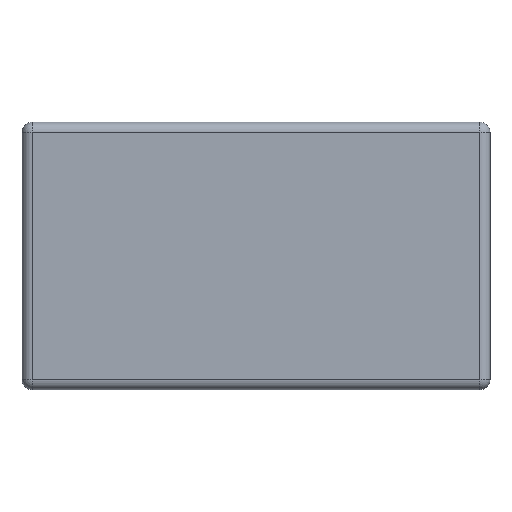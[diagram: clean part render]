
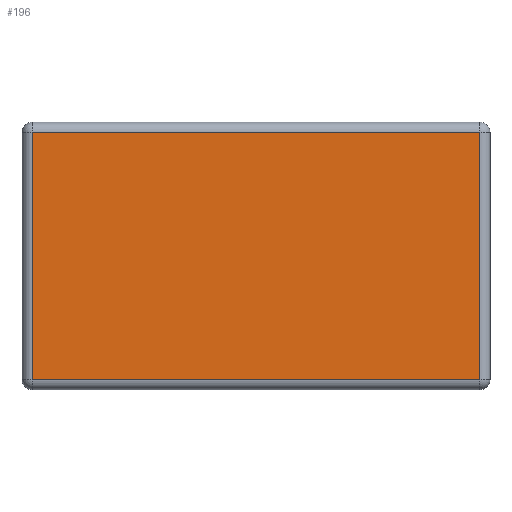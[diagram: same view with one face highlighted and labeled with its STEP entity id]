
A CAD part, top view. The second image highlights one B-rep face of the part: STEP entity #196.
In plain terms, the highlighted planar face has unit normal (0, 0, 1).
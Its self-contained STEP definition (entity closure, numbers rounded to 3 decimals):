
#196 = ADVANCED_FACE( '', ( #430 ), #431, .T. );
#430 = FACE_OUTER_BOUND( '', #703, .T. );
#431 = PLANE( '', #704 );
#703 = EDGE_LOOP( '', ( #1208, #1209, #1210, #1211 ) );
#704 = AXIS2_PLACEMENT_3D( '', #1212, #1213, #1214 );
#1208 = ORIENTED_EDGE( '', *, *, #1747, .T. );
#1209 = ORIENTED_EDGE( '', *, *, #1718, .T. );
#1210 = ORIENTED_EDGE( '', *, *, #1748, .T. );
#1211 = ORIENTED_EDGE( '', *, *, #1749, .T. );
#1212 = CARTESIAN_POINT( '', ( 0., 0., 23. ) );
#1213 = DIRECTION( '', ( 0., 0., 1. ) );
#1214 = DIRECTION( '', ( 1., 0., 0. ) );
#1718 = EDGE_CURVE( '', #2103, #2046, #2104, .T. );
#1747 = EDGE_CURVE( '', #2136, #2103, #2137, .T. );
#1748 = EDGE_CURVE( '', #2046, #2081, #2138, .T. );
#1749 = EDGE_CURVE( '', #2081, #2136, #2139, .T. );
#2046 = VERTEX_POINT( '', #2529 );
#2081 = VERTEX_POINT( '', #2580 );
#2103 = VERTEX_POINT( '', #2610 );
#2104 = LINE( '', #2611, #2612 );
#2136 = VERTEX_POINT( '', #2659 );
#2137 = LINE( '', #2660, #2661 );
#2138 = LINE( '', #2662, #2663 );
#2139 = LINE( '', #2664, #2665 );
#2529 = CARTESIAN_POINT( '', ( -33.5, 18.5, 23. ) );
#2580 = CARTESIAN_POINT( '', ( -33.5, -18.5, 23. ) );
#2610 = CARTESIAN_POINT( '', ( 33.5, 18.5, 23. ) );
#2611 = CARTESIAN_POINT( '', ( -35., 18.5, 23. ) );
#2612 = VECTOR( '', #2970, 1000. );
#2659 = CARTESIAN_POINT( '', ( 33.5, -18.5, 23. ) );
#2660 = CARTESIAN_POINT( '', ( 33.5, 20., 23. ) );
#2661 = VECTOR( '', #2992, 1000. );
#2662 = CARTESIAN_POINT( '', ( -33.5, -20., 23. ) );
#2663 = VECTOR( '', #2993, 1000. );
#2664 = CARTESIAN_POINT( '', ( 35., -18.5, 23. ) );
#2665 = VECTOR( '', #2994, 1000. );
#2970 = DIRECTION( '', ( -1., 0., 0. ) );
#2992 = DIRECTION( '', ( 0., 1., 0. ) );
#2993 = DIRECTION( '', ( 0., -1., 0. ) );
#2994 = DIRECTION( '', ( 1., 0., 0. ) );
